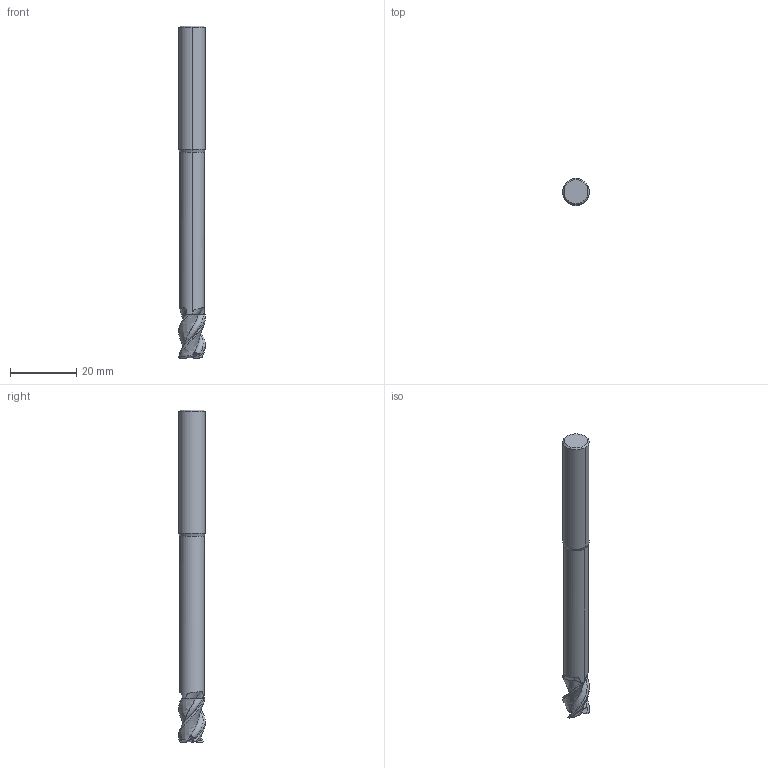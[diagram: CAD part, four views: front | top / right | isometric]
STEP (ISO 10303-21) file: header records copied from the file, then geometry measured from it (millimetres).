
FILE_DESCRIPTION(('no description'),'unknown implementation level');
FILE_NAME('EXN1-M01-0213-8-Detail.stp',' ',('CIMSOURCE GmbH'),('CADClick - KiM GmbH - www.kimweb.de'),'unknown preprocess','ACIS','unknown authorization');
FILE_SCHEMA(('automotive_design'));
Length unit declared in the file: millimetre
Products named in the file (2): NOCUT; CUT
Bounding box: 8 x 8 x 100 mm (x, y, z)
Volume: 4341 mm3; surface area: 2822.3 mm2
Topology: 2 solids, 2 shells, 99 faces, 281 edges, 184 vertices
Faces by surface type: plane 38, bspline 27, cone 17, revolution 9, cylinder 8
Entity records: 15212 total; most frequent: CARTESIAN_POINT 9739, STYLED_ITEM 566, PRESENTATION_STYLE_ASSIGNMENT 566, COLOUR_RGB 566, ORIENTED_EDGE 562, DIRECTION 375, EDGE_CURVE 281, CURVE_STYLE 281
